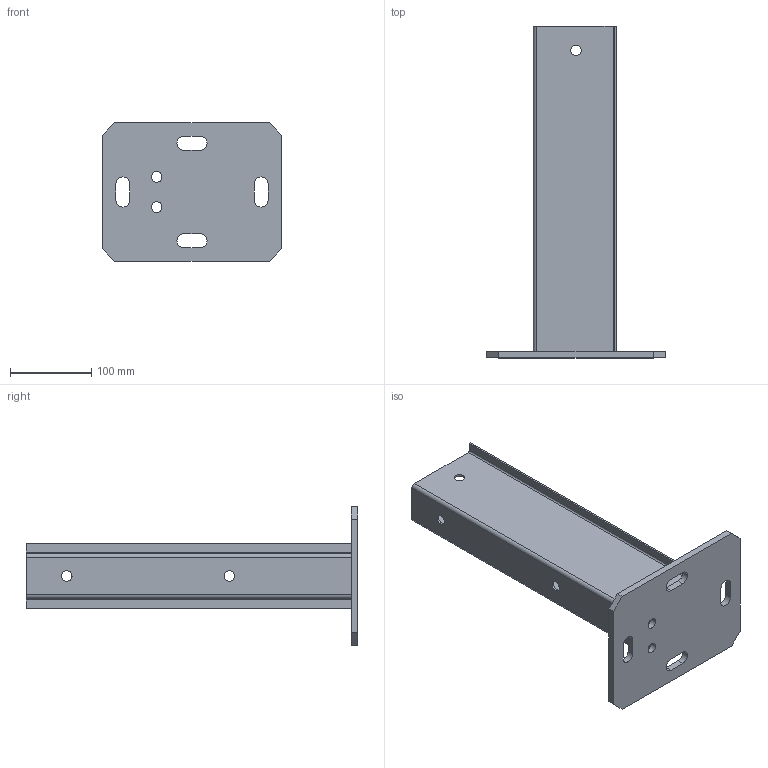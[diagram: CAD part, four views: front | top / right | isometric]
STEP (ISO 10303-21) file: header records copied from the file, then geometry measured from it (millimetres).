
FILE_DESCRIPTION (( 'STEP AP214' ), '1' );
FILE_NAME ('5900900.STEP', '2023-10-30T12:08:36', ( '' ), ( '' ), 'SwSTEP 2.0', 'SolidWorks 2022', '' );
FILE_SCHEMA (( 'AUTOMOTIVE_DESIGN' ));
Length unit declared in the file: millimetre
Products named in the file (3): 5900900; 237751_250; 237752_Standard
Assembly tree (2 placements, depth 2):
  5900900
    237752_Standard
    237751_250
Bounding box: 220 x 408 x 170 mm (x, y, z)
Volume: 548426 mm3; surface area: 300689.5 mm2
Topology: 2 solids, 2 shells, 78 faces, 190 edges, 116 vertices
Faces by surface type: plane 48, cylinder 30
Entity records: 2672 total; most frequent: DIRECTION 416, CARTESIAN_POINT 389, ORIENTED_EDGE 380, EDGE_CURVE 190, AXIS2_PLACEMENT_3D 143, LINE 130, VECTOR 130, VERTEX_POINT 116
